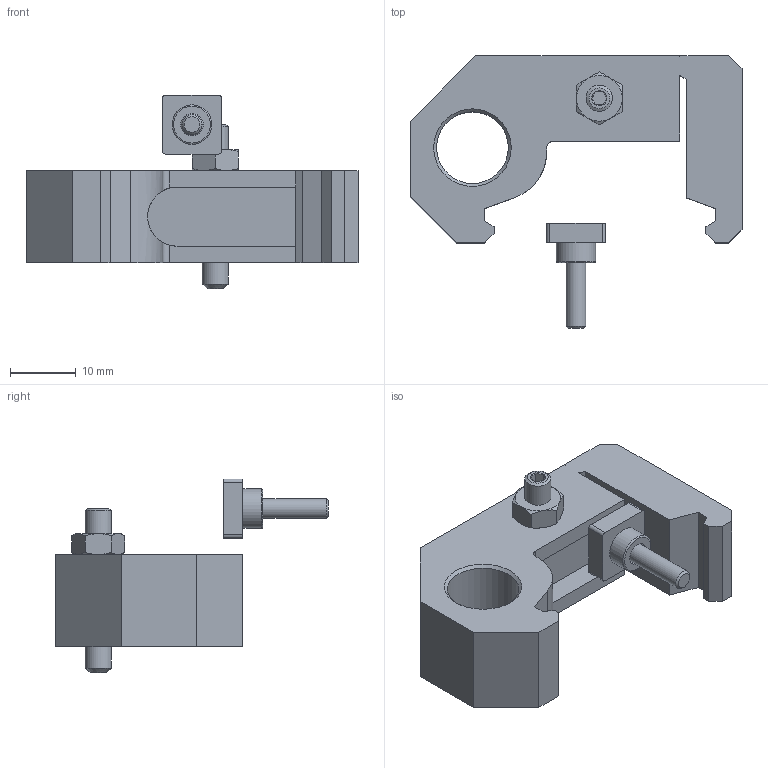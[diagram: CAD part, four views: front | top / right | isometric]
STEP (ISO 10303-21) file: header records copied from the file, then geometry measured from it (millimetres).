
FILE_DESCRIPTION(/* description */ ('STEP AP214'),/* implementation_level */ '2;1');
FILE_NAME(/* name */ '158907_KYP-18',/* time_stamp */ '2024-08-29T19:45:38+02:00',/* author */ ('License CC BY-ND 4.0'),/* organization */ ('CADENAS'),/* preprocessor_version */ 'ST-DEVELOPER v19.3',/* originating_system */ 'PARTsolutions',/* authorisation */ ' ');
FILE_SCHEMA (('AUTOMOTIVE_DESIGN {1 0 10303 214 3 1 1}'));
Length unit declared in the file: millimetre
Products named in the file (6): 158907 KYP-18; 158907 KYP-18---(part); DIN-913 - M4x25; DIN 934 - M4(F); 352490 KYP-18; Senkschraube DIN 7991 M3x16
Assembly tree (5 placements, depth 2):
  158907 KYP-18
    158907 KYP-18---(part)
    DIN-913 - M4x25
    DIN 934 - M4(F)
    352490 KYP-18
    Senkschraube DIN 7991 M3x16
Bounding box: 50.5 x 41.5 x 29.5 mm (x, y, z)
Volume: 11642.9 mm3; surface area: 6224.2 mm2
Topology: 5 solids, 5 shells, 111 faces, 269 edges, 170 vertices
Faces by surface type: plane 71, cone 21, cylinder 17, torus 2
Full cylindrical faces by diameter (mm): 3 x1, 3.242 x2, 3.4 x1, 4 x1, 6 x2, 10.917 x1
Entity records: 3218 total; most frequent: CARTESIAN_POINT 620, DIRECTION 502, ORIENTED_EDGE 470, EDGE_CURVE 235, AXIS2_PLACEMENT_3D 177, VERTEX_POINT 162, LINE 148, VECTOR 148
